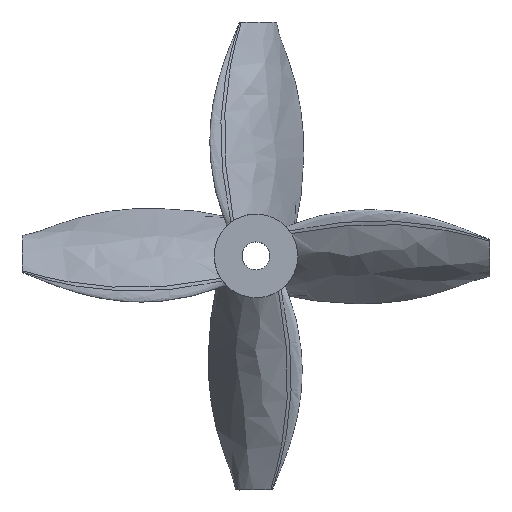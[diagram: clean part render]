
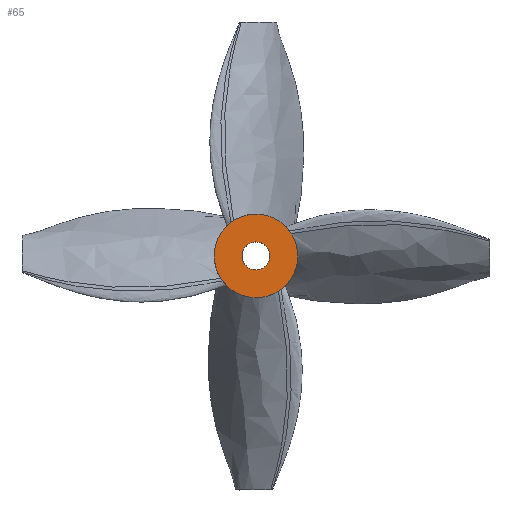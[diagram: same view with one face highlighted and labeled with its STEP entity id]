
A CAD part, top view. The second image highlights one B-rep face of the part: STEP entity #65.
In plain terms, the highlighted free-form (B-spline) face has degree [1, 1] with [2, 2] control points.
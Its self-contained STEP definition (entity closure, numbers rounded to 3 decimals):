
#21 = EDGE_CURVE('',#22,#24,#26,.T.);
#22 = VERTEX_POINT('',#23);
#23 = CARTESIAN_POINT('',(-5.984,0.,
    23.936));
#24 = VERTEX_POINT('',#25);
#25 = CARTESIAN_POINT('',(5.984,0.,23.936));
#26 = ( BOUNDED_CURVE() B_SPLINE_CURVE(2,(#27,#28,#29,#30,#31),
.UNSPECIFIED.,.F.,.F.) B_SPLINE_CURVE_WITH_KNOTS((3,2,3),(0.,
1.571,3.142),.PIECEWISE_BEZIER_KNOTS.) CURVE() 
GEOMETRIC_REPRESENTATION_ITEM() RATIONAL_B_SPLINE_CURVE((1.,
0.707,1.,0.707,1.)) REPRESENTATION_ITEM('') );
#27 = CARTESIAN_POINT('',(-5.984,0.,23.936));
#28 = CARTESIAN_POINT('',(-5.984,5.984,23.936
    ));
#29 = CARTESIAN_POINT('',(0.,5.984,
    23.936));
#30 = CARTESIAN_POINT('',(5.984,5.984,23.936)
  );
#31 = CARTESIAN_POINT('',(5.984,0.,
    23.936));
#65 = ADVANCED_FACE('',(#66,#88),#99,.T.);
#66 = FACE_BOUND('',#67,.T.);
#67 = EDGE_LOOP('',(#68,#80));
#68 = ORIENTED_EDGE('',*,*,#69,.T.);
#69 = EDGE_CURVE('',#70,#72,#74,.T.);
#70 = VERTEX_POINT('',#71);
#71 = CARTESIAN_POINT('',(17.952,0.,23.936));
#72 = VERTEX_POINT('',#73);
#73 = CARTESIAN_POINT('',(-17.952,0.,
    23.936));
#74 = ( BOUNDED_CURVE() B_SPLINE_CURVE(2,(#75,#76,#77,#78,#79),
.UNSPECIFIED.,.F.,.F.) B_SPLINE_CURVE_WITH_KNOTS((3,2,3),(0.,
1.571,3.142),.PIECEWISE_BEZIER_KNOTS.) CURVE() 
GEOMETRIC_REPRESENTATION_ITEM() RATIONAL_B_SPLINE_CURVE((1.,
0.707,1.,0.707,1.)) REPRESENTATION_ITEM('') );
#75 = CARTESIAN_POINT('',(17.952,0.,23.936));
#76 = CARTESIAN_POINT('',(17.952,17.952,
    23.936));
#77 = CARTESIAN_POINT('',(0.,17.952,
    23.936));
#78 = CARTESIAN_POINT('',(-17.952,17.952,
    23.936));
#79 = CARTESIAN_POINT('',(-17.952,0.,
    23.936));
#80 = ORIENTED_EDGE('',*,*,#81,.T.);
#81 = EDGE_CURVE('',#72,#70,#82,.T.);
#82 = ( BOUNDED_CURVE() B_SPLINE_CURVE(2,(#83,#84,#85,#86,#87),
.UNSPECIFIED.,.F.,.F.) B_SPLINE_CURVE_WITH_KNOTS((3,2,3),(3.142,
4.712,6.283),.PIECEWISE_BEZIER_KNOTS.) CURVE() 
GEOMETRIC_REPRESENTATION_ITEM() RATIONAL_B_SPLINE_CURVE((1.,
0.707,1.,0.707,1.)) REPRESENTATION_ITEM('') );
#83 = CARTESIAN_POINT('',(-17.952,0.,
    23.936));
#84 = CARTESIAN_POINT('',(-17.952,-17.952,
    23.936));
#85 = CARTESIAN_POINT('',(0.,-17.952,
    23.936));
#86 = CARTESIAN_POINT('',(17.952,-17.952,
    23.936));
#87 = CARTESIAN_POINT('',(17.952,0.,
    23.936));
#88 = FACE_BOUND('',#89,.T.);
#89 = EDGE_LOOP('',(#90,#98));
#90 = ORIENTED_EDGE('',*,*,#91,.F.);
#91 = EDGE_CURVE('',#22,#24,#92,.T.);
#92 = ( BOUNDED_CURVE() B_SPLINE_CURVE(2,(#93,#94,#95,#96,#97),
.UNSPECIFIED.,.F.,.F.) B_SPLINE_CURVE_WITH_KNOTS((3,2,3),(3.142,
4.712,6.283),.PIECEWISE_BEZIER_KNOTS.) CURVE() 
GEOMETRIC_REPRESENTATION_ITEM() RATIONAL_B_SPLINE_CURVE((1.,
0.707,1.,0.707,1.)) REPRESENTATION_ITEM('') );
#93 = CARTESIAN_POINT('',(-5.984,0.,
    23.936));
#94 = CARTESIAN_POINT('',(-5.984,-5.984,
    23.936));
#95 = CARTESIAN_POINT('',(0.,-5.984,
    23.936));
#96 = CARTESIAN_POINT('',(5.984,-5.984,23.936
    ));
#97 = CARTESIAN_POINT('',(5.984,0.,
    23.936));
#98 = ORIENTED_EDGE('',*,*,#21,.T.);
#99 = B_SPLINE_SURFACE_WITH_KNOTS('',1,1,(
    (#100,#101)
    ,(#102,#103
    )),.UNSPECIFIED.,.F.,.F.,.F.,(2,2),(2,2),(-15.,15.),(-15.,15.),
  .PIECEWISE_BEZIER_KNOTS.);
#100 = CARTESIAN_POINT('',(-17.952,-17.952,
    23.936));
#101 = CARTESIAN_POINT('',(-17.952,17.952,
    23.936));
#102 = CARTESIAN_POINT('',(17.952,-17.952,
    23.936));
#103 = CARTESIAN_POINT('',(17.952,17.952,
    23.936));
